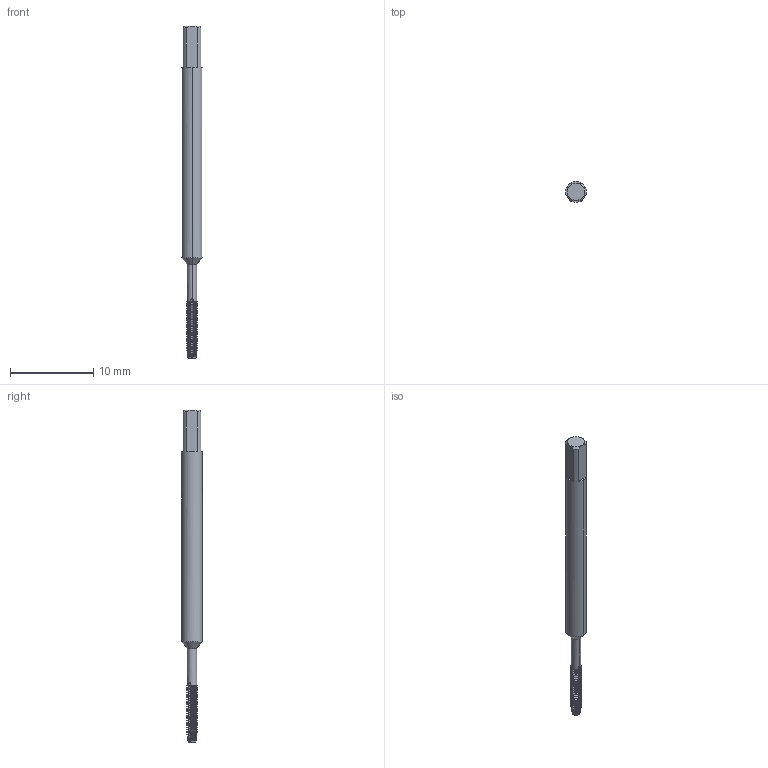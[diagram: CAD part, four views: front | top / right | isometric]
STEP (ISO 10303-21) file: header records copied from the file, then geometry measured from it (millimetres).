
FILE_DESCRIPTION(('no description'),'unknown implementation level');
FILE_NAME('solidHY_lrGxq7SHUVEBiueIWxeoo4mM_1.STP',' ',('CIM GmbH Aachen'),('CADClick - KiM GmbH - www.kimweb.de'),'unknown preprocess','ACIS','unknown authorization');
FILE_SCHEMA(('automotive_design'));
Length unit declared in the file: millimetre
Products named in the file (2): 1; 2
Bounding box: 2.5 x 2.5 x 40 mm (x, y, z)
Volume: 146.1 mm3; surface area: 320 mm2
Topology: 2 solids, 2 shells, 663 faces, 1866 edges, 1207 vertices
Faces by surface type: cone 276, cylinder 226, plane 155, torus 6
Entity records: 44498 total; most frequent: CARTESIAN_POINT 6829, STYLED_ITEM 3738, PRESENTATION_STYLE_ASSIGNMENT 3738, COLOUR_RGB 3738, ORIENTED_EDGE 3732, DIRECTION 3449, EDGE_CURVE 1866, CURVE_STYLE 1866
